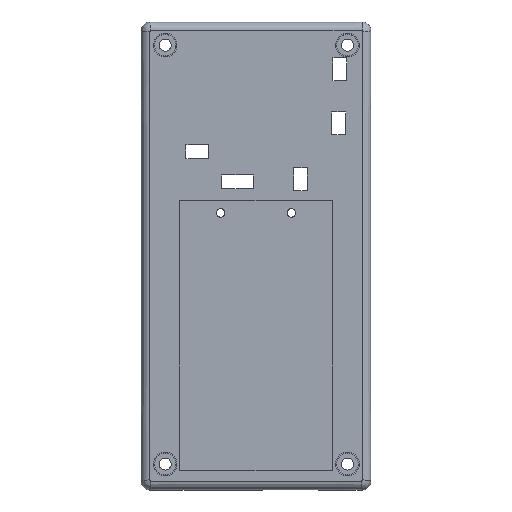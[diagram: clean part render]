
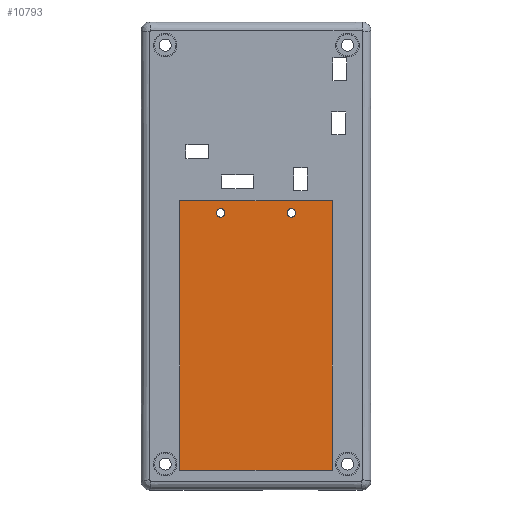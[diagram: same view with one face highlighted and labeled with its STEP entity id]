
A CAD part, top view. The second image highlights one B-rep face of the part: STEP entity #10793.
In plain terms, the highlighted planar face has unit normal (0, 0, 1).
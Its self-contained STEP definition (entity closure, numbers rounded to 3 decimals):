
#1167 = PLANE('',#1168);
#1168 = AXIS2_PLACEMENT_3D('',#1169,#1170,#1171);
#1169 = CARTESIAN_POINT('',(-21.6,-60.62,32.));
#1170 = DIRECTION('',(1.,0.,0.));
#1171 = DIRECTION('',(0.,1.,0.));
#1195 = PLANE('',#1196);
#1196 = AXIS2_PLACEMENT_3D('',#1197,#1198,#1199);
#1197 = CARTESIAN_POINT('',(-21.6,15.58,32.));
#1198 = DIRECTION('',(0.,-1.,0.));
#1199 = DIRECTION('',(1.,0.,0.));
#1223 = PLANE('',#1224);
#1224 = AXIS2_PLACEMENT_3D('',#1225,#1226,#1227);
#1225 = CARTESIAN_POINT('',(21.6,15.58,32.));
#1226 = DIRECTION('',(-1.,0.,0.));
#1227 = DIRECTION('',(0.,-1.,0.));
#1249 = PLANE('',#1250);
#1250 = AXIS2_PLACEMENT_3D('',#1251,#1252,#1253);
#1251 = CARTESIAN_POINT('',(21.6,-60.62,32.));
#1252 = DIRECTION('',(0.,1.,0.));
#1253 = DIRECTION('',(-1.,0.,0.));
#2713 = VERTEX_POINT('',#2714);
#2714 = CARTESIAN_POINT('',(-21.6,-60.62,31.));
#2735 = EDGE_CURVE('',#2713,#2736,#2738,.T.);
#2736 = VERTEX_POINT('',#2737);
#2737 = CARTESIAN_POINT('',(-21.6,15.58,31.));
#2738 = SURFACE_CURVE('',#2739,(#2743,#2750),.PCURVE_S1.);
#2739 = LINE('',#2740,#2741);
#2740 = CARTESIAN_POINT('',(-21.6,-60.62,31.));
#2741 = VECTOR('',#2742,1.);
#2742 = DIRECTION('',(0.,1.,0.));
#2743 = PCURVE('',#1167,#2744);
#2744 = DEFINITIONAL_REPRESENTATION('',(#2745),#2749);
#2745 = LINE('',#2746,#2747);
#2746 = CARTESIAN_POINT('',(0.,-1.));
#2747 = VECTOR('',#2748,1.);
#2748 = DIRECTION('',(1.,0.));
#2749 = ( GEOMETRIC_REPRESENTATION_CONTEXT(2) 
PARAMETRIC_REPRESENTATION_CONTEXT() REPRESENTATION_CONTEXT('2D SPACE',''
  ) );
#2750 = PCURVE('',#2751,#2756);
#2751 = PLANE('',#2752);
#2752 = AXIS2_PLACEMENT_3D('',#2753,#2754,#2755);
#2753 = CARTESIAN_POINT('',(0.,-22.52,31.));
#2754 = DIRECTION('',(0.,0.,1.));
#2755 = DIRECTION('',(1.,0.,0.));
#2756 = DEFINITIONAL_REPRESENTATION('',(#2757),#2761);
#2757 = LINE('',#2758,#2759);
#2758 = CARTESIAN_POINT('',(-21.6,-38.1));
#2759 = VECTOR('',#2760,1.);
#2760 = DIRECTION('',(0.,1.));
#2761 = ( GEOMETRIC_REPRESENTATION_CONTEXT(2) 
PARAMETRIC_REPRESENTATION_CONTEXT() REPRESENTATION_CONTEXT('2D SPACE',''
  ) );
#2789 = VERTEX_POINT('',#2790);
#2790 = CARTESIAN_POINT('',(21.6,-60.62,31.));
#2811 = EDGE_CURVE('',#2789,#2713,#2812,.T.);
#2812 = SURFACE_CURVE('',#2813,(#2817,#2824),.PCURVE_S1.);
#2813 = LINE('',#2814,#2815);
#2814 = CARTESIAN_POINT('',(21.6,-60.62,31.));
#2815 = VECTOR('',#2816,1.);
#2816 = DIRECTION('',(-1.,0.,0.));
#2817 = PCURVE('',#1249,#2818);
#2818 = DEFINITIONAL_REPRESENTATION('',(#2819),#2823);
#2819 = LINE('',#2820,#2821);
#2820 = CARTESIAN_POINT('',(0.,-1.));
#2821 = VECTOR('',#2822,1.);
#2822 = DIRECTION('',(1.,0.));
#2823 = ( GEOMETRIC_REPRESENTATION_CONTEXT(2) 
PARAMETRIC_REPRESENTATION_CONTEXT() REPRESENTATION_CONTEXT('2D SPACE',''
  ) );
#2824 = PCURVE('',#2751,#2825);
#2825 = DEFINITIONAL_REPRESENTATION('',(#2826),#2830);
#2826 = LINE('',#2827,#2828);
#2827 = CARTESIAN_POINT('',(21.6,-38.1));
#2828 = VECTOR('',#2829,1.);
#2829 = DIRECTION('',(-1.,0.));
#2830 = ( GEOMETRIC_REPRESENTATION_CONTEXT(2) 
PARAMETRIC_REPRESENTATION_CONTEXT() REPRESENTATION_CONTEXT('2D SPACE',''
  ) );
#2838 = VERTEX_POINT('',#2839);
#2839 = CARTESIAN_POINT('',(21.6,15.58,31.));
#2860 = EDGE_CURVE('',#2838,#2789,#2861,.T.);
#2861 = SURFACE_CURVE('',#2862,(#2866,#2873),.PCURVE_S1.);
#2862 = LINE('',#2863,#2864);
#2863 = CARTESIAN_POINT('',(21.6,15.58,31.));
#2864 = VECTOR('',#2865,1.);
#2865 = DIRECTION('',(0.,-1.,0.));
#2866 = PCURVE('',#1223,#2867);
#2867 = DEFINITIONAL_REPRESENTATION('',(#2868),#2872);
#2868 = LINE('',#2869,#2870);
#2869 = CARTESIAN_POINT('',(0.,-1.));
#2870 = VECTOR('',#2871,1.);
#2871 = DIRECTION('',(1.,0.));
#2872 = ( GEOMETRIC_REPRESENTATION_CONTEXT(2) 
PARAMETRIC_REPRESENTATION_CONTEXT() REPRESENTATION_CONTEXT('2D SPACE',''
  ) );
#2873 = PCURVE('',#2751,#2874);
#2874 = DEFINITIONAL_REPRESENTATION('',(#2875),#2879);
#2875 = LINE('',#2876,#2877);
#2876 = CARTESIAN_POINT('',(21.6,38.1));
#2877 = VECTOR('',#2878,1.);
#2878 = DIRECTION('',(0.,-1.));
#2879 = ( GEOMETRIC_REPRESENTATION_CONTEXT(2) 
PARAMETRIC_REPRESENTATION_CONTEXT() REPRESENTATION_CONTEXT('2D SPACE',''
  ) );
#2887 = EDGE_CURVE('',#2736,#2838,#2888,.T.);
#2888 = SURFACE_CURVE('',#2889,(#2893,#2900),.PCURVE_S1.);
#2889 = LINE('',#2890,#2891);
#2890 = CARTESIAN_POINT('',(-21.6,15.58,31.));
#2891 = VECTOR('',#2892,1.);
#2892 = DIRECTION('',(1.,0.,0.));
#2893 = PCURVE('',#1195,#2894);
#2894 = DEFINITIONAL_REPRESENTATION('',(#2895),#2899);
#2895 = LINE('',#2896,#2897);
#2896 = CARTESIAN_POINT('',(0.,-1.));
#2897 = VECTOR('',#2898,1.);
#2898 = DIRECTION('',(1.,0.));
#2899 = ( GEOMETRIC_REPRESENTATION_CONTEXT(2) 
PARAMETRIC_REPRESENTATION_CONTEXT() REPRESENTATION_CONTEXT('2D SPACE',''
  ) );
#2900 = PCURVE('',#2751,#2901);
#2901 = DEFINITIONAL_REPRESENTATION('',(#2902),#2906);
#2902 = LINE('',#2903,#2904);
#2903 = CARTESIAN_POINT('',(-21.6,38.1));
#2904 = VECTOR('',#2905,1.);
#2905 = DIRECTION('',(1.,0.));
#2906 = ( GEOMETRIC_REPRESENTATION_CONTEXT(2) 
PARAMETRIC_REPRESENTATION_CONTEXT() REPRESENTATION_CONTEXT('2D SPACE',''
  ) );
#10793 = ADVANCED_FACE('',(#10794,#10800,#10835),#2751,.T.);
#10794 = FACE_BOUND('',#10795,.T.);
#10795 = EDGE_LOOP('',(#10796,#10797,#10798,#10799));
#10796 = ORIENTED_EDGE('',*,*,#2887,.F.);
#10797 = ORIENTED_EDGE('',*,*,#2735,.F.);
#10798 = ORIENTED_EDGE('',*,*,#2811,.F.);
#10799 = ORIENTED_EDGE('',*,*,#2860,.F.);
#10800 = FACE_BOUND('',#10801,.T.);
#10801 = EDGE_LOOP('',(#10802));
#10802 = ORIENTED_EDGE('',*,*,#10803,.T.);
#10803 = EDGE_CURVE('',#10804,#10804,#10806,.T.);
#10804 = VERTEX_POINT('',#10805);
#10805 = CARTESIAN_POINT('',(-8.8,12.194,31.));
#10806 = SURFACE_CURVE('',#10807,(#10812,#10823),.PCURVE_S1.);
#10807 = CIRCLE('',#10808,1.2);
#10808 = AXIS2_PLACEMENT_3D('',#10809,#10810,#10811);
#10809 = CARTESIAN_POINT('',(-10.,12.194,31.));
#10810 = DIRECTION('',(0.,0.,-1.));
#10811 = DIRECTION('',(1.,0.,0.));
#10812 = PCURVE('',#2751,#10813);
#10813 = DEFINITIONAL_REPRESENTATION('',(#10814),#10822);
#10814 = ( BOUNDED_CURVE() B_SPLINE_CURVE(2,(#10815,#10816,#10817,#10818
    ,#10819,#10820,#10821),.UNSPECIFIED.,.T.,.F.) 
B_SPLINE_CURVE_WITH_KNOTS((1,2,2,2,2,1),(-2.094,0.,
    2.094,4.189,6.283,8.378),
.UNSPECIFIED.) CURVE() GEOMETRIC_REPRESENTATION_ITEM() 
RATIONAL_B_SPLINE_CURVE((1.,0.5,1.,0.5,1.,0.5,1.)) REPRESENTATION_ITEM(
  '') );
#10815 = CARTESIAN_POINT('',(-8.8,34.714));
#10816 = CARTESIAN_POINT('',(-8.8,32.636));
#10817 = CARTESIAN_POINT('',(-10.6,33.675));
#10818 = CARTESIAN_POINT('',(-12.4,34.714));
#10819 = CARTESIAN_POINT('',(-10.6,35.753));
#10820 = CARTESIAN_POINT('',(-8.8,36.792));
#10821 = CARTESIAN_POINT('',(-8.8,34.714));
#10822 = ( GEOMETRIC_REPRESENTATION_CONTEXT(2) 
PARAMETRIC_REPRESENTATION_CONTEXT() REPRESENTATION_CONTEXT('2D SPACE',''
  ) );
#10823 = PCURVE('',#10824,#10829);
#10824 = CYLINDRICAL_SURFACE('',#10825,1.2);
#10825 = AXIS2_PLACEMENT_3D('',#10826,#10827,#10828);
#10826 = CARTESIAN_POINT('',(-10.,12.194,20.));
#10827 = DIRECTION('',(-0.,-0.,-1.));
#10828 = DIRECTION('',(1.,0.,0.));
#10829 = DEFINITIONAL_REPRESENTATION('',(#10830),#10834);
#10830 = LINE('',#10831,#10832);
#10831 = CARTESIAN_POINT('',(-6.283,-11.));
#10832 = VECTOR('',#10833,1.);
#10833 = DIRECTION('',(1.,-0.));
#10834 = ( GEOMETRIC_REPRESENTATION_CONTEXT(2) 
PARAMETRIC_REPRESENTATION_CONTEXT() REPRESENTATION_CONTEXT('2D SPACE',''
  ) );
#10835 = FACE_BOUND('',#10836,.T.);
#10836 = EDGE_LOOP('',(#10837));
#10837 = ORIENTED_EDGE('',*,*,#10838,.T.);
#10838 = EDGE_CURVE('',#10839,#10839,#10841,.T.);
#10839 = VERTEX_POINT('',#10840);
#10840 = CARTESIAN_POINT('',(11.2,12.194,31.));
#10841 = SURFACE_CURVE('',#10842,(#10847,#10858),.PCURVE_S1.);
#10842 = CIRCLE('',#10843,1.2);
#10843 = AXIS2_PLACEMENT_3D('',#10844,#10845,#10846);
#10844 = CARTESIAN_POINT('',(10.,12.194,31.));
#10845 = DIRECTION('',(0.,0.,-1.));
#10846 = DIRECTION('',(1.,0.,0.));
#10847 = PCURVE('',#2751,#10848);
#10848 = DEFINITIONAL_REPRESENTATION('',(#10849),#10857);
#10849 = ( BOUNDED_CURVE() B_SPLINE_CURVE(2,(#10850,#10851,#10852,#10853
    ,#10854,#10855,#10856),.UNSPECIFIED.,.T.,.F.) 
B_SPLINE_CURVE_WITH_KNOTS((1,2,2,2,2,1),(-2.094,0.,
    2.094,4.189,6.283,8.378),
.UNSPECIFIED.) CURVE() GEOMETRIC_REPRESENTATION_ITEM() 
RATIONAL_B_SPLINE_CURVE((1.,0.5,1.,0.5,1.,0.5,1.)) REPRESENTATION_ITEM(
  '') );
#10850 = CARTESIAN_POINT('',(11.2,34.714));
#10851 = CARTESIAN_POINT('',(11.2,32.636));
#10852 = CARTESIAN_POINT('',(9.4,33.675));
#10853 = CARTESIAN_POINT('',(7.6,34.714));
#10854 = CARTESIAN_POINT('',(9.4,35.753));
#10855 = CARTESIAN_POINT('',(11.2,36.792));
#10856 = CARTESIAN_POINT('',(11.2,34.714));
#10857 = ( GEOMETRIC_REPRESENTATION_CONTEXT(2) 
PARAMETRIC_REPRESENTATION_CONTEXT() REPRESENTATION_CONTEXT('2D SPACE',''
  ) );
#10858 = PCURVE('',#10859,#10864);
#10859 = CYLINDRICAL_SURFACE('',#10860,1.2);
#10860 = AXIS2_PLACEMENT_3D('',#10861,#10862,#10863);
#10861 = CARTESIAN_POINT('',(10.,12.194,20.));
#10862 = DIRECTION('',(-0.,-0.,-1.));
#10863 = DIRECTION('',(1.,0.,0.));
#10864 = DEFINITIONAL_REPRESENTATION('',(#10865),#10869);
#10865 = LINE('',#10866,#10867);
#10866 = CARTESIAN_POINT('',(-6.283,-11.));
#10867 = VECTOR('',#10868,1.);
#10868 = DIRECTION('',(1.,-0.));
#10869 = ( GEOMETRIC_REPRESENTATION_CONTEXT(2) 
PARAMETRIC_REPRESENTATION_CONTEXT() REPRESENTATION_CONTEXT('2D SPACE',''
  ) );
